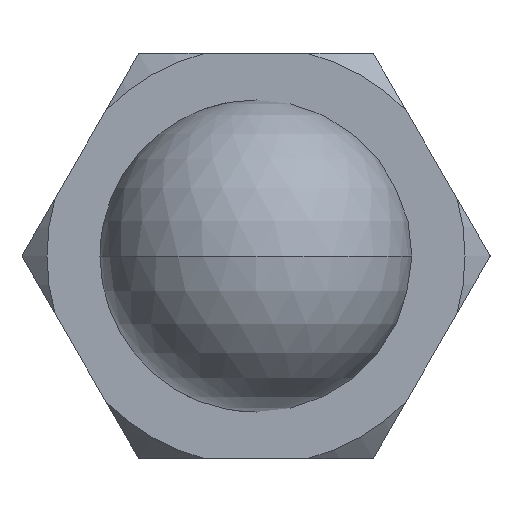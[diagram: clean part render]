
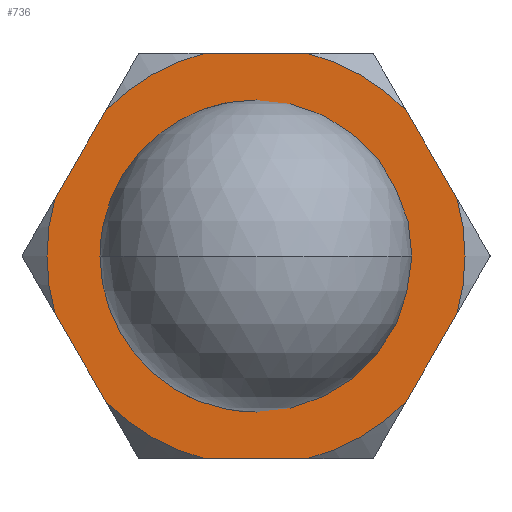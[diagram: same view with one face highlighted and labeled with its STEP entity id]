
A CAD part, left-side view. The second image highlights one B-rep face of the part: STEP entity #736.
In plain terms, the highlighted planar face has unit normal (-1, 0, 0).
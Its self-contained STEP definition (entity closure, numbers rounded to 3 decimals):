
#21 = DIRECTION ( 'NONE',  ( 0., 0., -1. ) ) ;
#23 = DIRECTION ( 'NONE',  ( 1., 0., 0. ) ) ;
#26 = CARTESIAN_POINT ( 'NONE',  ( -5., 0., 0. ) ) ;
#39 = CARTESIAN_POINT ( 'NONE',  ( -5., 7.304, 0.349 ) ) ;
#40 = DIRECTION ( 'NONE',  ( 0., -0.5, 0.866 ) ) ;
#41 = DIRECTION ( 'NONE',  ( 0., 0., 1. ) ) ;
#48 = DIRECTION ( 'NONE',  ( -1., 0., 0. ) ) ;
#49 = CARTESIAN_POINT ( 'NONE',  ( -5., 0., 0. ) ) ;
#78 = AXIS2_PLACEMENT_3D ( 'NONE', #26, #23, #21 ) ;
#81 = AXIS2_PLACEMENT_3D ( 'NONE', #49, #48, #41 ) ;
#135 = AXIS2_PLACEMENT_3D ( 'NONE', #188, #181, #176 ) ;
#138 = DIRECTION ( 'NONE',  ( 0., 0.5, 0.866 ) ) ;
#141 = AXIS2_PLACEMENT_3D ( 'NONE', #226, #224, #222 ) ;
#147 = AXIS2_PLACEMENT_3D ( 'NONE', #284, #283, #282 ) ;
#166 = AXIS2_PLACEMENT_3D ( 'NONE', #418, #415, #413 ) ;
#176 = DIRECTION ( 'NONE',  ( 0., 0., 1. ) ) ;
#181 = DIRECTION ( 'NONE',  ( -1., 0., 0. ) ) ;
#185 = AXIS2_PLACEMENT_3D ( 'NONE', #441, #438, #436 ) ;
#188 = CARTESIAN_POINT ( 'NONE',  ( -5., 0., 0. ) ) ;
#221 = VERTEX_POINT ( 'NONE', #804 ) ;
#222 = DIRECTION ( 'NONE',  ( 0., 0., 1. ) ) ;
#224 = DIRECTION ( 'NONE',  ( -1., 0., 0. ) ) ;
#226 = CARTESIAN_POINT ( 'NONE',  ( -5., 0., 0. ) ) ;
#264 = CARTESIAN_POINT ( 'NONE',  ( -5., 7.304, -0.349 ) ) ;
#282 = DIRECTION ( 'NONE',  ( 0., 0., 1. ) ) ;
#283 = DIRECTION ( 'NONE',  ( -1., 0., 0. ) ) ;
#284 = CARTESIAN_POINT ( 'NONE',  ( -5., 0., 0. ) ) ;
#285 = VECTOR ( 'NONE', #1287, 1000. ) ;
#292 = AXIS2_PLACEMENT_3D ( 'NONE', #1288, #1279, #1275 ) ;
#311 = EDGE_LOOP ( 'NONE', ( #758, #759 ) ) ;
#323 = EDGE_LOOP ( 'NONE', ( #761, #774, #780, #1027, #784, #790, #797, #805, #815, #816, #819, #830 ) ) ;
#334 = AXIS2_PLACEMENT_3D ( 'NONE', #1429, #369, #1418 ) ;
#364 = VERTEX_POINT ( 'NONE', #668 ) ;
#369 = DIRECTION ( 'NONE',  ( 1., 0., 0. ) ) ;
#413 = DIRECTION ( 'NONE',  ( 0., 0., 1. ) ) ;
#415 = DIRECTION ( 'NONE',  ( -1., 0., 0. ) ) ;
#418 = CARTESIAN_POINT ( 'NONE',  ( -5., 0., 0. ) ) ;
#436 = DIRECTION ( 'NONE',  ( 0., 0., 1. ) ) ;
#438 = DIRECTION ( 'NONE',  ( -1., 0., 0. ) ) ;
#441 = CARTESIAN_POINT ( 'NONE',  ( -5., 0., 0. ) ) ;
#467 = DIRECTION ( 'NONE',  ( 0., 0.5, -0.866 ) ) ;
#494 = LINE ( 'NONE', #1312, #285 ) ;
#554 = VECTOR ( 'NONE', #1329, 1000. ) ;
#563 = VECTOR ( 'NONE', #467, 1000. ) ;
#650 = LINE ( 'NONE', #1336, #554 ) ;
#668 = CARTESIAN_POINT ( 'NONE',  ( -5., 0., 4.5 ) ) ;
#669 = EDGE_CURVE ( 'NONE', #364, #221, #1382, .T. ) ;
#700 = CARTESIAN_POINT ( 'NONE',  ( -5., -4.817, 4.657 ) ) ;
#709 = VECTOR ( 'NONE', #745, 1000. ) ;
#718 = CARTESIAN_POINT ( 'NONE',  ( -5., 4.817, -4.657 ) ) ;
#736 = ADVANCED_FACE ( 'NONE', ( #1407, #1412 ), #1282, .F. ) ;
#745 = DIRECTION ( 'NONE',  ( 0., 1., 0. ) ) ;
#747 = VECTOR ( 'NONE', #138, 1000. ) ;
#749 = LINE ( 'NONE', #1255, #709 ) ;
#750 = LINE ( 'NONE', #264, #747 ) ;
#758 = ORIENTED_EDGE ( 'NONE', *, *, #1335, .T. ) ;
#759 = ORIENTED_EDGE ( 'NONE', *, *, #669, .T. ) ;
#761 = ORIENTED_EDGE ( 'NONE', *, *, #1337, .F. ) ;
#770 = VERTEX_POINT ( 'NONE', #1248 ) ;
#774 = ORIENTED_EDGE ( 'NONE', *, *, #1168, .T. ) ;
#775 = CIRCLE ( 'NONE', #78, 4.5 ) ;
#780 = ORIENTED_EDGE ( 'NONE', *, *, #1374, .F. ) ;
#784 = ORIENTED_EDGE ( 'NONE', *, *, #1383, .F. ) ;
#785 = VECTOR ( 'NONE', #40, 1000. ) ;
#790 = ORIENTED_EDGE ( 'NONE', *, *, #1246, .T. ) ;
#795 = LINE ( 'NONE', #39, #785 ) ;
#796 = LINE ( 'NONE', #1370, #563 ) ;
#797 = ORIENTED_EDGE ( 'NONE', *, *, #1396, .F. ) ;
#802 = CIRCLE ( 'NONE', #81, 6.7 ) ;
#804 = CARTESIAN_POINT ( 'NONE',  ( -5., 0., -4.5 ) ) ;
#805 = ORIENTED_EDGE ( 'NONE', *, *, #1235, .T. ) ;
#809 = VERTEX_POINT ( 'NONE', #1227 ) ;
#815 = ORIENTED_EDGE ( 'NONE', *, *, #1398, .F. ) ;
#816 = ORIENTED_EDGE ( 'NONE', *, *, #1211, .T. ) ;
#819 = ORIENTED_EDGE ( 'NONE', *, *, #1424, .F. ) ;
#830 = ORIENTED_EDGE ( 'NONE', *, *, #1183, .T. ) ;
#846 = VERTEX_POINT ( 'NONE', #1190 ) ;
#856 = VERTEX_POINT ( 'NONE', #1178 ) ;
#867 = CIRCLE ( 'NONE', #141, 6.7 ) ;
#874 = CIRCLE ( 'NONE', #135, 6.7 ) ;
#891 = CIRCLE ( 'NONE', #166, 6.7 ) ;
#898 = CARTESIAN_POINT ( 'NONE',  ( -5., -1.625, -6.5 ) ) ;
#916 = VERTEX_POINT ( 'NONE', #1125 ) ;
#933 = VERTEX_POINT ( 'NONE', #1070 ) ;
#951 = CIRCLE ( 'NONE', #185, 6.7 ) ;
#958 = VERTEX_POINT ( 'NONE', #1017 ) ;
#967 = CARTESIAN_POINT ( 'NONE',  ( -5., 1.625, -6.5 ) ) ;
#1005 = VERTEX_POINT ( 'NONE', #967 ) ;
#1009 = VERTEX_POINT ( 'NONE', #898 ) ;
#1017 = CARTESIAN_POINT ( 'NONE',  ( -5., -4.817, -4.657 ) ) ;
#1027 = ORIENTED_EDGE ( 'NONE', *, *, #1323, .T. ) ;
#1069 = VERTEX_POINT ( 'NONE', #718 ) ;
#1070 = CARTESIAN_POINT ( 'NONE',  ( -5., -6.442, 1.843 ) ) ;
#1077 = VERTEX_POINT ( 'NONE', #700 ) ;
#1125 = CARTESIAN_POINT ( 'NONE',  ( -5., 4.817, 4.657 ) ) ;
#1168 = EDGE_CURVE ( 'NONE', #770, #856, #951, .T. ) ;
#1178 = CARTESIAN_POINT ( 'NONE',  ( -5., 6.442, -1.843 ) ) ;
#1183 = EDGE_CURVE ( 'NONE', #809, #916, #891, .T. ) ;
#1190 = CARTESIAN_POINT ( 'NONE',  ( -5., -1.625, 6.5 ) ) ;
#1211 = EDGE_CURVE ( 'NONE', #1077, #846, #1281, .T. ) ;
#1227 = CARTESIAN_POINT ( 'NONE',  ( -5., 1.625, 6.5 ) ) ;
#1235 = EDGE_CURVE ( 'NONE', #1395, #933, #867, .T. ) ;
#1246 = EDGE_CURVE ( 'NONE', #1009, #958, #874, .T. ) ;
#1248 = CARTESIAN_POINT ( 'NONE',  ( -5., 6.442, 1.843 ) ) ;
#1255 = CARTESIAN_POINT ( 'NONE',  ( -5., 6.7, -6.5 ) ) ;
#1275 = DIRECTION ( 'NONE',  ( 0., 0., -1. ) ) ;
#1279 = DIRECTION ( 'NONE',  ( 1., 0., 0. ) ) ;
#1281 = CIRCLE ( 'NONE', #147, 6.7 ) ;
#1282 = PLANE ( 'NONE',  #292 ) ;
#1287 = DIRECTION ( 'NONE',  ( 0., -1., 0. ) ) ;
#1288 = CARTESIAN_POINT ( 'NONE',  ( -5., 6.7, 0. ) ) ;
#1312 = CARTESIAN_POINT ( 'NONE',  ( -5., 6.7, 6.5 ) ) ;
#1323 = EDGE_CURVE ( 'NONE', #1069, #1005, #802, .T. ) ;
#1329 = DIRECTION ( 'NONE',  ( 0., -0.5, -0.866 ) ) ;
#1335 = EDGE_CURVE ( 'NONE', #221, #364, #775, .T. ) ;
#1336 = CARTESIAN_POINT ( 'NONE',  ( -5., -3.954, 6.151 ) ) ;
#1337 = EDGE_CURVE ( 'NONE', #770, #916, #795, .T. ) ;
#1370 = CARTESIAN_POINT ( 'NONE',  ( -5., -3.954, -6.151 ) ) ;
#1374 = EDGE_CURVE ( 'NONE', #1069, #856, #750, .T. ) ;
#1382 = CIRCLE ( 'NONE', #334, 4.5 ) ;
#1383 = EDGE_CURVE ( 'NONE', #1009, #1005, #749, .T. ) ;
#1395 = VERTEX_POINT ( 'NONE', #1408 ) ;
#1396 = EDGE_CURVE ( 'NONE', #1395, #958, #796, .T. ) ;
#1398 = EDGE_CURVE ( 'NONE', #1077, #933, #650, .T. ) ;
#1407 = FACE_BOUND ( 'NONE', #311, .T. ) ;
#1408 = CARTESIAN_POINT ( 'NONE',  ( -5., -6.442, -1.843 ) ) ;
#1412 = FACE_OUTER_BOUND ( 'NONE', #323, .T. ) ;
#1418 = DIRECTION ( 'NONE',  ( 0., 0., -1. ) ) ;
#1424 = EDGE_CURVE ( 'NONE', #809, #846, #494, .T. ) ;
#1429 = CARTESIAN_POINT ( 'NONE',  ( -5., 0., 0. ) ) ;
